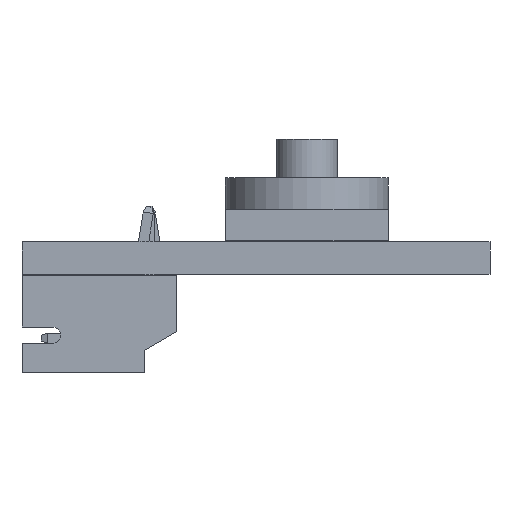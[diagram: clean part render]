
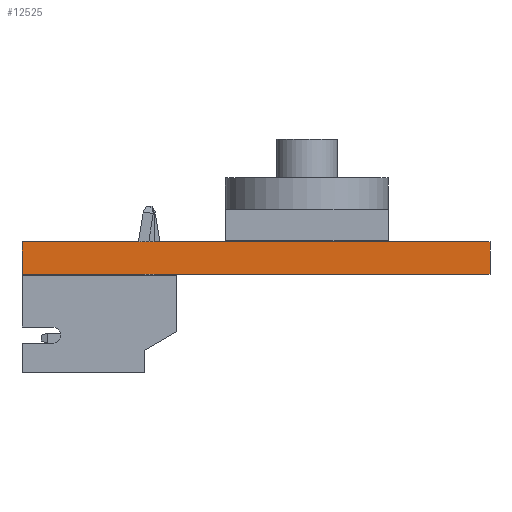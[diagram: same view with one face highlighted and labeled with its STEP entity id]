
A CAD part, front view. The second image highlights one B-rep face of the part: STEP entity #12525.
In plain terms, the highlighted planar face has unit normal (0, -1, 0).
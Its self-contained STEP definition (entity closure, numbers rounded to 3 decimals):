
#12344 = PLANE('',#12345);
#12345 = AXIS2_PLACEMENT_3D('',#12346,#12347,#12348);
#12346 = CARTESIAN_POINT('',(187.83,-64.676,0.));
#12347 = DIRECTION('',(1.,0.,-0.));
#12348 = DIRECTION('',(0.,-1.,0.));
#12369 = VERTEX_POINT('',#12370);
#12370 = CARTESIAN_POINT('',(187.83,-145.676,1.58));
#12384 = PLANE('',#12385);
#12385 = AXIS2_PLACEMENT_3D('',#12386,#12387,#12388);
#12386 = CARTESIAN_POINT('',(178.103,-88.461,1.58));
#12387 = DIRECTION('',(-0.,-0.,-1.));
#12388 = DIRECTION('',(-1.,0.,0.));
#12396 = EDGE_CURVE('',#12397,#12369,#12399,.T.);
#12397 = VERTEX_POINT('',#12398);
#12398 = CARTESIAN_POINT('',(187.83,-145.676,0.));
#12399 = SURFACE_CURVE('',#12400,(#12404,#12411),.PCURVE_S1.);
#12400 = LINE('',#12401,#12402);
#12401 = CARTESIAN_POINT('',(187.83,-145.676,0.));
#12402 = VECTOR('',#12403,1.);
#12403 = DIRECTION('',(0.,0.,1.));
#12404 = PCURVE('',#12344,#12405);
#12405 = DEFINITIONAL_REPRESENTATION('',(#12406),#12410);
#12406 = LINE('',#12407,#12408);
#12407 = CARTESIAN_POINT('',(81.,0.));
#12408 = VECTOR('',#12409,1.);
#12409 = DIRECTION('',(0.,-1.));
#12410 = ( GEOMETRIC_REPRESENTATION_CONTEXT(2) 
PARAMETRIC_REPRESENTATION_CONTEXT() REPRESENTATION_CONTEXT('2D SPACE',''
  ) );
#12411 = PCURVE('',#12412,#12417);
#12412 = PLANE('',#12413);
#12413 = AXIS2_PLACEMENT_3D('',#12414,#12415,#12416);
#12414 = CARTESIAN_POINT('',(187.83,-145.676,0.));
#12415 = DIRECTION('',(0.,-1.,0.));
#12416 = DIRECTION('',(-1.,0.,0.));
#12417 = DEFINITIONAL_REPRESENTATION('',(#12418),#12422);
#12418 = LINE('',#12419,#12420);
#12419 = CARTESIAN_POINT('',(0.,-0.));
#12420 = VECTOR('',#12421,1.);
#12421 = DIRECTION('',(0.,-1.));
#12422 = ( GEOMETRIC_REPRESENTATION_CONTEXT(2) 
PARAMETRIC_REPRESENTATION_CONTEXT() REPRESENTATION_CONTEXT('2D SPACE',''
  ) );
#12438 = PLANE('',#12439);
#12439 = AXIS2_PLACEMENT_3D('',#12440,#12441,#12442);
#12440 = CARTESIAN_POINT('',(178.103,-88.461,0.));
#12441 = DIRECTION('',(-0.,-0.,-1.));
#12442 = DIRECTION('',(-1.,0.,0.));
#12525 = ADVANCED_FACE('',(#12526),#12412,.T.);
#12526 = FACE_BOUND('',#12527,.T.);
#12527 = EDGE_LOOP('',(#12528,#12529,#12552,#12580));
#12528 = ORIENTED_EDGE('',*,*,#12396,.T.);
#12529 = ORIENTED_EDGE('',*,*,#12530,.T.);
#12530 = EDGE_CURVE('',#12369,#12531,#12533,.T.);
#12531 = VERTEX_POINT('',#12532);
#12532 = CARTESIAN_POINT('',(164.83,-145.676,1.58));
#12533 = SURFACE_CURVE('',#12534,(#12538,#12545),.PCURVE_S1.);
#12534 = LINE('',#12535,#12536);
#12535 = CARTESIAN_POINT('',(187.83,-145.676,1.58));
#12536 = VECTOR('',#12537,1.);
#12537 = DIRECTION('',(-1.,0.,0.));
#12538 = PCURVE('',#12412,#12539);
#12539 = DEFINITIONAL_REPRESENTATION('',(#12540),#12544);
#12540 = LINE('',#12541,#12542);
#12541 = CARTESIAN_POINT('',(0.,-1.58));
#12542 = VECTOR('',#12543,1.);
#12543 = DIRECTION('',(1.,0.));
#12544 = ( GEOMETRIC_REPRESENTATION_CONTEXT(2) 
PARAMETRIC_REPRESENTATION_CONTEXT() REPRESENTATION_CONTEXT('2D SPACE',''
  ) );
#12545 = PCURVE('',#12384,#12546);
#12546 = DEFINITIONAL_REPRESENTATION('',(#12547),#12551);
#12547 = LINE('',#12548,#12549);
#12548 = CARTESIAN_POINT('',(-9.727,-57.215));
#12549 = VECTOR('',#12550,1.);
#12550 = DIRECTION('',(1.,0.));
#12551 = ( GEOMETRIC_REPRESENTATION_CONTEXT(2) 
PARAMETRIC_REPRESENTATION_CONTEXT() REPRESENTATION_CONTEXT('2D SPACE',''
  ) );
#12552 = ORIENTED_EDGE('',*,*,#12553,.F.);
#12553 = EDGE_CURVE('',#12554,#12531,#12556,.T.);
#12554 = VERTEX_POINT('',#12555);
#12555 = CARTESIAN_POINT('',(164.83,-145.676,0.));
#12556 = SURFACE_CURVE('',#12557,(#12561,#12568),.PCURVE_S1.);
#12557 = LINE('',#12558,#12559);
#12558 = CARTESIAN_POINT('',(164.83,-145.676,0.));
#12559 = VECTOR('',#12560,1.);
#12560 = DIRECTION('',(0.,0.,1.));
#12561 = PCURVE('',#12412,#12562);
#12562 = DEFINITIONAL_REPRESENTATION('',(#12563),#12567);
#12563 = LINE('',#12564,#12565);
#12564 = CARTESIAN_POINT('',(23.,0.));
#12565 = VECTOR('',#12566,1.);
#12566 = DIRECTION('',(0.,-1.));
#12567 = ( GEOMETRIC_REPRESENTATION_CONTEXT(2) 
PARAMETRIC_REPRESENTATION_CONTEXT() REPRESENTATION_CONTEXT('2D SPACE',''
  ) );
#12568 = PCURVE('',#12569,#12574);
#12569 = PLANE('',#12570);
#12570 = AXIS2_PLACEMENT_3D('',#12571,#12572,#12573);
#12571 = CARTESIAN_POINT('',(164.83,-145.676,0.));
#12572 = DIRECTION('',(-1.,0.,0.));
#12573 = DIRECTION('',(0.,1.,0.));
#12574 = DEFINITIONAL_REPRESENTATION('',(#12575),#12579);
#12575 = LINE('',#12576,#12577);
#12576 = CARTESIAN_POINT('',(0.,0.));
#12577 = VECTOR('',#12578,1.);
#12578 = DIRECTION('',(0.,-1.));
#12579 = ( GEOMETRIC_REPRESENTATION_CONTEXT(2) 
PARAMETRIC_REPRESENTATION_CONTEXT() REPRESENTATION_CONTEXT('2D SPACE',''
  ) );
#12580 = ORIENTED_EDGE('',*,*,#12581,.F.);
#12581 = EDGE_CURVE('',#12397,#12554,#12582,.T.);
#12582 = SURFACE_CURVE('',#12583,(#12587,#12594),.PCURVE_S1.);
#12583 = LINE('',#12584,#12585);
#12584 = CARTESIAN_POINT('',(187.83,-145.676,0.));
#12585 = VECTOR('',#12586,1.);
#12586 = DIRECTION('',(-1.,0.,0.));
#12587 = PCURVE('',#12412,#12588);
#12588 = DEFINITIONAL_REPRESENTATION('',(#12589),#12593);
#12589 = LINE('',#12590,#12591);
#12590 = CARTESIAN_POINT('',(0.,-0.));
#12591 = VECTOR('',#12592,1.);
#12592 = DIRECTION('',(1.,0.));
#12593 = ( GEOMETRIC_REPRESENTATION_CONTEXT(2) 
PARAMETRIC_REPRESENTATION_CONTEXT() REPRESENTATION_CONTEXT('2D SPACE',''
  ) );
#12594 = PCURVE('',#12438,#12595);
#12595 = DEFINITIONAL_REPRESENTATION('',(#12596),#12600);
#12596 = LINE('',#12597,#12598);
#12597 = CARTESIAN_POINT('',(-9.727,-57.215));
#12598 = VECTOR('',#12599,1.);
#12599 = DIRECTION('',(1.,0.));
#12600 = ( GEOMETRIC_REPRESENTATION_CONTEXT(2) 
PARAMETRIC_REPRESENTATION_CONTEXT() REPRESENTATION_CONTEXT('2D SPACE',''
  ) );
